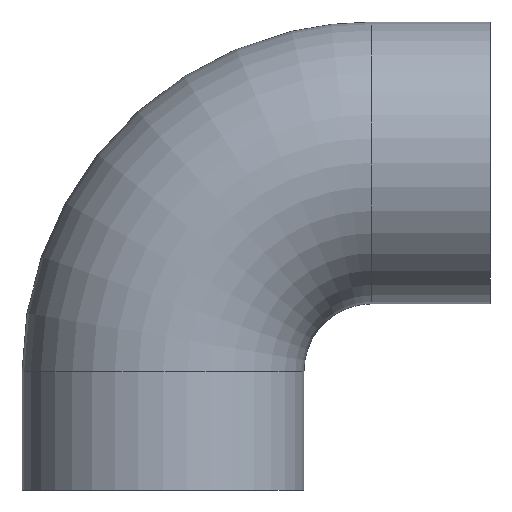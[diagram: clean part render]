
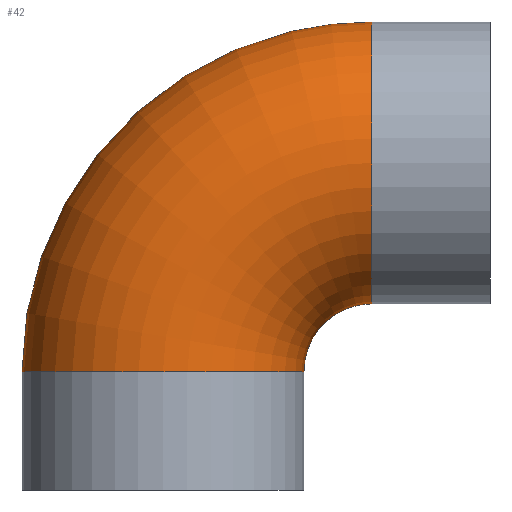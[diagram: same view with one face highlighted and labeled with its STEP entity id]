
A CAD part, front view. The second image highlights one B-rep face of the part: STEP entity #42.
In plain terms, the highlighted toroidal (fillet/blend) face has major radius 37 mm and minor radius 25 mm.
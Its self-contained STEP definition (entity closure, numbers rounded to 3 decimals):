
#42 = ADVANCED_FACE( '', ( #93, #94 ), #95, .T. );
#62 = EDGE_CURVE( '', #128, #128, #129, .T. );
#64 = EDGE_CURVE( '', #131, #131, #132, .T. );
#93 = FACE_OUTER_BOUND( '', #156, .T. );
#94 = FACE_OUTER_BOUND( '', #157, .T. );
#95 = TOROIDAL_SURFACE( '', #158, 37., 25. );
#128 = VERTEX_POINT( '', #197 );
#129 = CIRCLE( '', #198, 25. );
#131 = VERTEX_POINT( '', #201 );
#132 = CIRCLE( '', #202, 25. );
#156 = EDGE_LOOP( '', ( #223 ) );
#157 = EDGE_LOOP( '', ( #224 ) );
#158 = AXIS2_PLACEMENT_3D( '', #225, #226, #227 );
#197 = CARTESIAN_POINT( '', ( -25., 0., 21. ) );
#198 = AXIS2_PLACEMENT_3D( '', #267, #268, #269 );
#201 = CARTESIAN_POINT( '', ( 37., 0., 83. ) );
#202 = AXIS2_PLACEMENT_3D( '', #270, #271, #272 );
#223 = ORIENTED_EDGE( '', *, *, #62, .T. );
#224 = ORIENTED_EDGE( '', *, *, #64, .T. );
#225 = CARTESIAN_POINT( '', ( 37., 0., 21. ) );
#226 = DIRECTION( '', ( 0., 1., 0. ) );
#227 = DIRECTION( '', ( 1., 0., 0. ) );
#267 = CARTESIAN_POINT( '', ( 0., 0., 21. ) );
#268 = DIRECTION( '', ( 0., 0., 1. ) );
#269 = DIRECTION( '', ( -1., 0., 0. ) );
#270 = CARTESIAN_POINT( '', ( 37., 0., 58. ) );
#271 = DIRECTION( '', ( -1., 0., 0. ) );
#272 = DIRECTION( '', ( 0., 0., 1. ) );
